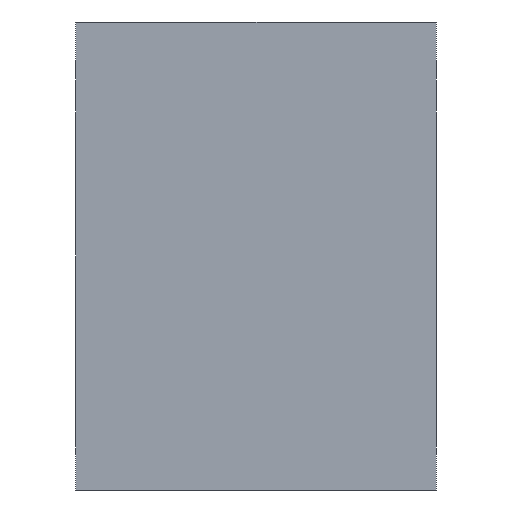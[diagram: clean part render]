
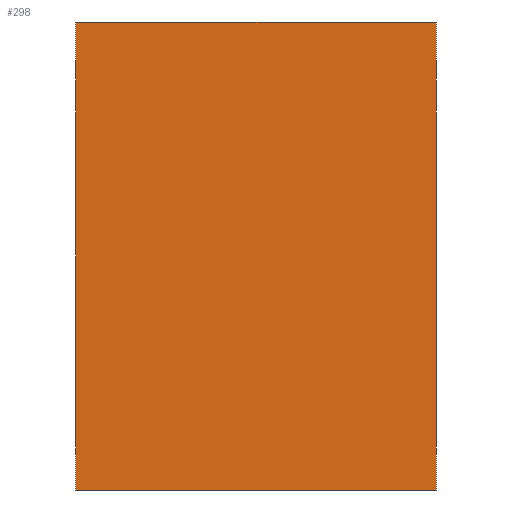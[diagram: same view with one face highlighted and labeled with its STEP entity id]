
A CAD part, left-side view. The second image highlights one B-rep face of the part: STEP entity #298.
In plain terms, the highlighted planar face has unit normal (-1, 0, 0).
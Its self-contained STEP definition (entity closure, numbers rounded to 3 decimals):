
#5 = CARTESIAN_POINT ( 'NONE',  ( 0., 0., 0. ) ) ;
#7 = DIRECTION ( 'NONE',  ( 0., 0., 1. ) ) ;
#14 = DIRECTION ( 'NONE',  ( 1., 0., 0. ) ) ;
#22 = DIRECTION ( 'NONE',  ( 0., 0., -1. ) ) ;
#35 = LINE ( 'NONE', #157, #107 ) ;
#44 = DIRECTION ( 'NONE',  ( 0., -1., 0. ) ) ;
#45 = ORIENTED_EDGE ( 'NONE', *, *, #382, .T. ) ;
#80 = VERTEX_POINT ( 'NONE', #329 ) ;
#81 = LINE ( 'NONE', #377, #151 ) ;
#89 = VERTEX_POINT ( 'NONE', #5 ) ;
#104 = EDGE_LOOP ( 'NONE', ( #45, #378, #353, #139 ) ) ;
#107 = VECTOR ( 'NONE', #7, 1000. ) ;
#116 = CARTESIAN_POINT ( 'NONE',  ( 0., 5.393, -7. ) ) ;
#122 = EDGE_CURVE ( 'NONE', #376, #80, #35, .T. ) ;
#124 = LINE ( 'NONE', #324, #350 ) ;
#125 = AXIS2_PLACEMENT_3D ( 'NONE', #284, #14, #22 ) ;
#139 = ORIENTED_EDGE ( 'NONE', *, *, #192, .T. ) ;
#151 = VECTOR ( 'NONE', #44, 1000. ) ;
#157 = CARTESIAN_POINT ( 'NONE',  ( 0., 5.393, 0. ) ) ;
#166 = VERTEX_POINT ( 'NONE', #260 ) ;
#173 = FACE_OUTER_BOUND ( 'NONE', #104, .T. ) ;
#192 = EDGE_CURVE ( 'NONE', #376, #166, #81, .T. ) ;
#203 = PLANE ( 'NONE',  #125 ) ;
#256 = EDGE_CURVE ( 'NONE', #80, #89, #352, .T. ) ;
#260 = CARTESIAN_POINT ( 'NONE',  ( 0., 0., -7. ) ) ;
#261 = DIRECTION ( 'NONE',  ( 0., 0., 1. ) ) ;
#284 = CARTESIAN_POINT ( 'NONE',  ( 0., 5.393, 0. ) ) ;
#298 = ADVANCED_FACE ( 'NONE', ( #173 ), #203, .F. ) ;
#307 = DIRECTION ( 'NONE',  ( 0., -1., 0. ) ) ;
#324 = CARTESIAN_POINT ( 'NONE',  ( 0., 0., 0. ) ) ;
#329 = CARTESIAN_POINT ( 'NONE',  ( 0., 5.393, 0. ) ) ;
#343 = CARTESIAN_POINT ( 'NONE',  ( 0., 5.393, 0. ) ) ;
#349 = VECTOR ( 'NONE', #307, 1000. ) ;
#350 = VECTOR ( 'NONE', #261, 1000. ) ;
#352 = LINE ( 'NONE', #343, #349 ) ;
#353 = ORIENTED_EDGE ( 'NONE', *, *, #122, .F. ) ;
#376 = VERTEX_POINT ( 'NONE', #116 ) ;
#377 = CARTESIAN_POINT ( 'NONE',  ( 0., 5.393, -7. ) ) ;
#378 = ORIENTED_EDGE ( 'NONE', *, *, #256, .F. ) ;
#382 = EDGE_CURVE ( 'NONE', #166, #89, #124, .T. ) ;
